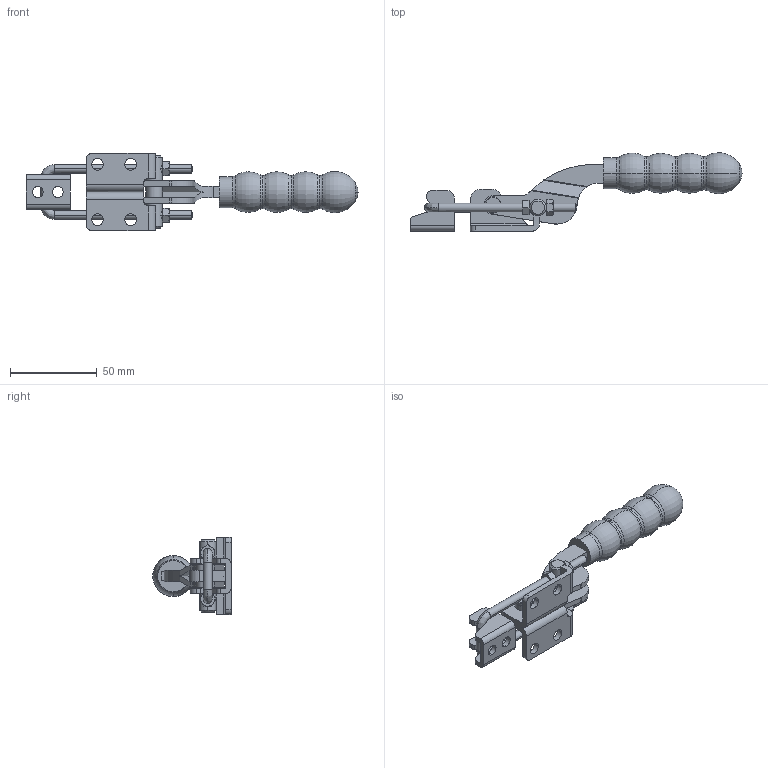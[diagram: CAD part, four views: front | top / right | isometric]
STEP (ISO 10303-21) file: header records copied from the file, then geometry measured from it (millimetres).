
FILE_DESCRIPTION (( 'STEP AP203' ), '1' );
FILE_NAME ('LU331.STEP', '2012-06-14T15:04:00', ( ' ' ), ( '' ), 'SwSTEP 2.0', 'SolidWorks 2012', '' );
FILE_SCHEMA (( 'CONFIG_CONTROL_DESIGN' ));
Length unit declared in the file: millimetre
Products named in the file (10): 143113; 443144; NUT-M5; 143101; LU331; Part4; 007-30-3; ~~~~~~~~~~~PART1; 443126; 443150
Assembly tree (12 placements, depth 3):
  LU331
    143101
    143113
    NUT-M5  x4
    443144
    443150
    443126
    007-30-3
      ~~~~~~~~~~~PART1
    Part4
Bounding box: 190.81 x 45.02 x 44.4 mm (x, y, z)
Volume: 52946.7 mm3; surface area: 29176.5 mm2
Topology: 11 solids, 11 shells, 296 faces, 726 edges, 451 vertices
Faces by surface type: plane 103, cylinder 97, cone 66, torus 22, bspline 6, sphere 2
Entity records: 8560 total; most frequent: CARTESIAN_POINT 1961, DIRECTION 1174, ORIENTED_EDGE 1140, EDGE_CURVE 570, AXIS2_PLACEMENT_3D 460, VERTEX_POINT 361, LINE 254, VECTOR 254
